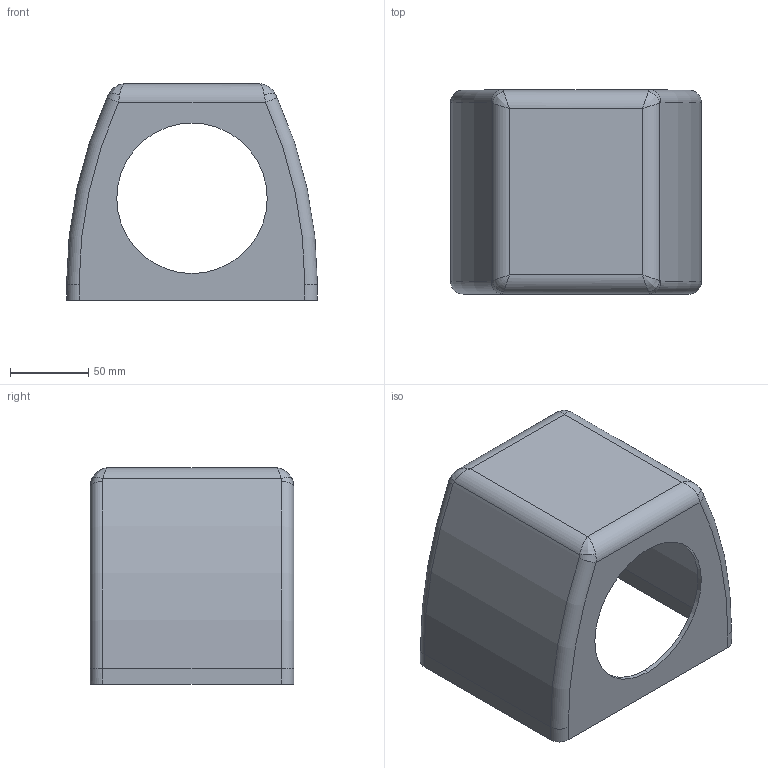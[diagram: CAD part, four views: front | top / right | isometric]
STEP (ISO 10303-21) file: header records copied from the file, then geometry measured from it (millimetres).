
FILE_DESCRIPTION (( 'STEP AP203' ), '1' );
FILE_NAME ('63LBB笢潔萇儂釱.STEP', '2024-12-19T12:18:24', ( '' ), ( '' ), 'SwSTEP 2.0', 'SolidWorks 2024', '' );
FILE_SCHEMA (( 'CONFIG_CONTROL_DESIGN' ));
Length unit declared in the file: millimetre
Products named in the file (1): 63LBB中间电机座
Bounding box: 160 x 130 x 138 mm (x, y, z)
Volume: 206853.2 mm3; surface area: 141401 mm2
Topology: 1 solids, 1 shells, 59 faces, 144 edges, 80 vertices
Faces by surface type: cylinder 24, bspline 16, plane 11, torus 8
Entity records: 2161 total; most frequent: CARTESIAN_POINT 880, ORIENTED_EDGE 272, DIRECTION 232, EDGE_CURVE 136, AXIS2_PLACEMENT_3D 92, VERTEX_POINT 80, EDGE_LOOP 64, FACE_OUTER_BOUND 59
